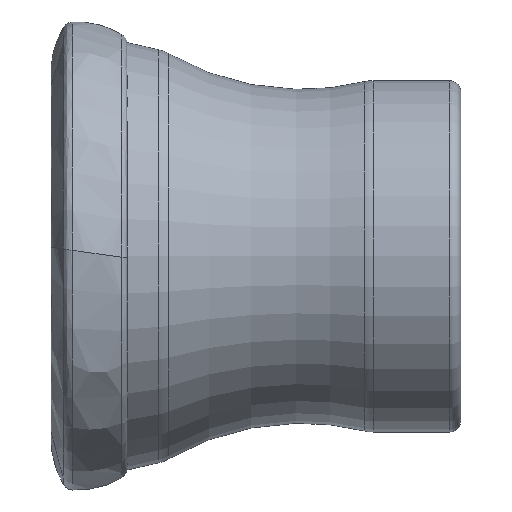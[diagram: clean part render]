
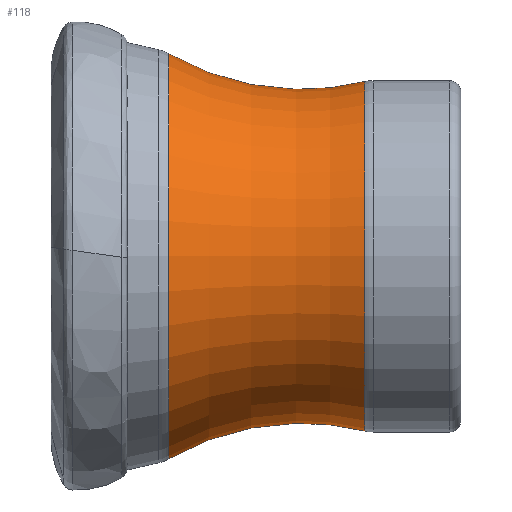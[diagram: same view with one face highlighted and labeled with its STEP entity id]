
A CAD part, front view. The second image highlights one B-rep face of the part: STEP entity #118.
In plain terms, the highlighted toroidal (fillet/blend) face has major radius 73.5 mm and minor radius 45 mm.
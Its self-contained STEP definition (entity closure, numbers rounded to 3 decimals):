
#45=TOROIDAL_SURFACE('',#449,73.5,45.);
#62=FACE_BOUND('',#188,.T.);
#63=FACE_BOUND('',#189,.T.);
#118=ADVANCED_FACE('',(#62,#63),#45,.F.);
#188=EDGE_LOOP('',(#276));
#189=EDGE_LOOP('',(#277));
#276=ORIENTED_EDGE('',*,*,#352,.F.);
#277=ORIENTED_EDGE('',*,*,#353,.T.);
#308=VERTEX_POINT('',#1034);
#309=VERTEX_POINT('',#1037);
#352=EDGE_CURVE('',#308,#308,#396,.T.);
#353=EDGE_CURVE('',#309,#309,#397,.T.);
#396=CIRCLE('',#446,34.588);
#397=CIRCLE('',#448,29.824);
#446=AXIS2_PLACEMENT_3D('',#1033,#550,#551);
#448=AXIS2_PLACEMENT_3D('',#1036,#554,#555);
#449=AXIS2_PLACEMENT_3D('',#1038,#556,#557);
#550=DIRECTION('',(-1.,0.,0.));
#551=DIRECTION('',(0.,0.,1.));
#554=DIRECTION('',(-1.,0.,0.));
#555=DIRECTION('',(0.,0.,1.));
#556=DIRECTION('',(-1.,0.,0.));
#557=DIRECTION('',(0.,0.,1.));
#1033=CARTESIAN_POINT('',(20.119,0.,0.));
#1034=CARTESIAN_POINT('',(20.119,0.,34.588));
#1036=CARTESIAN_POINT('',(53.556,0.,0.));
#1037=CARTESIAN_POINT('',(53.556,0.,29.824));
#1038=CARTESIAN_POINT('',(42.722,0.,0.));
